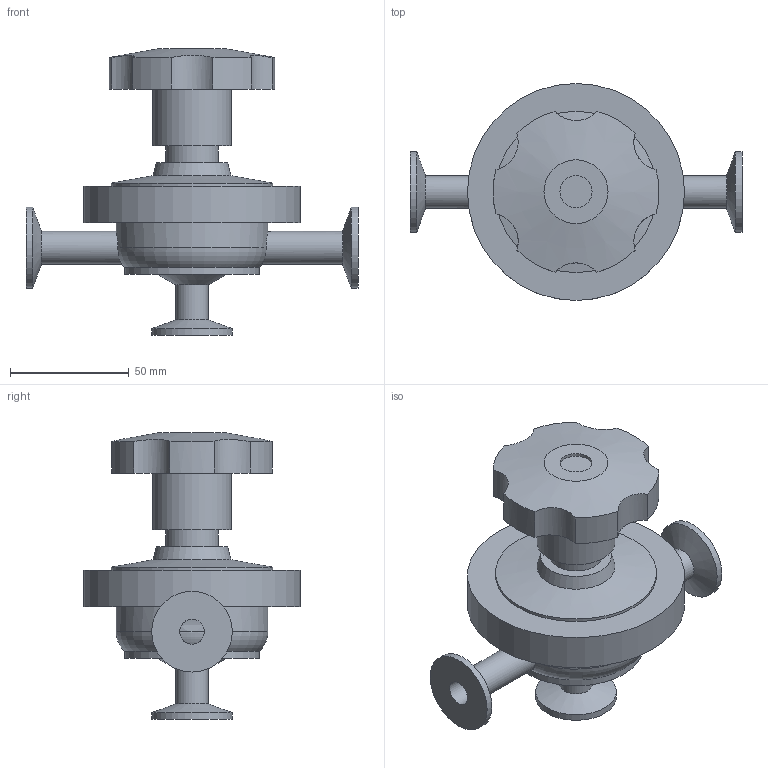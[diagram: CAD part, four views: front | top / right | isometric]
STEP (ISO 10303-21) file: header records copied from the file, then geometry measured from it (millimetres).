
FILE_DESCRIPTION(/* description */ (''),/* implementation_level */ '2;1');
FILE_NAME(/* name */ 'DAS2T_C_02.stp',/* time_stamp */ '2021-08-19T16:47:42+09:00',/* author */ ('Administrator'),/* organization */ (''),/* preprocessor_version */ 'ST-DEVELOPER v18.1',/* originating_system */ 'Autodesk Inventor 2021',/* authorisation */ '');
FILE_SCHEMA (('AUTOMOTIVE_DESIGN { 1 0 10303 214 3 1 1 }'));
Length unit declared in the file: millimetre
Products named in the file (1): DAS2T_C_02
Bounding box: 140 x 91.5 x 121 mm (x, y, z)
Volume: 277963.2 mm3; surface area: 46850.4 mm2
Topology: 1 solids, 1 shells, 52 faces, 109 edges, 69 vertices
Faces by surface type: cylinder 30, plane 12, cone 7, torus 3
Full cylindrical faces by diameter (mm): 10.5 x3, 13.5 x1, 13.8 x3, 22 x1, 33 x1, 34 x3, 56.62 x1, 64 x1, 68 x1, 91.5 x1
Entity records: 1654 total; most frequent: CARTESIAN_POINT 482, DIRECTION 251, ORIENTED_EDGE 218, EDGE_CURVE 109, AXIS2_PLACEMENT_3D 108, VERTEX_POINT 69, EDGE_LOOP 62, CIRCLE 55
